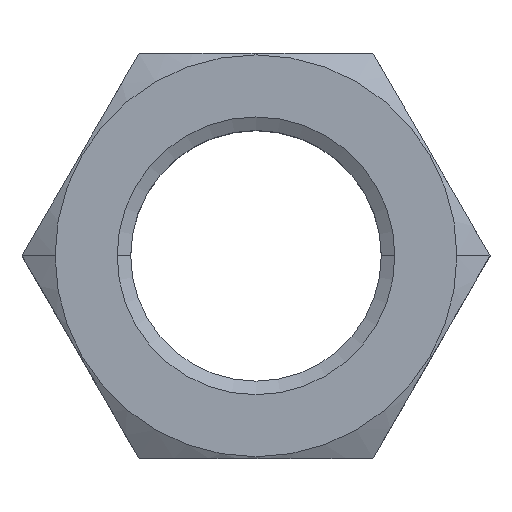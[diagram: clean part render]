
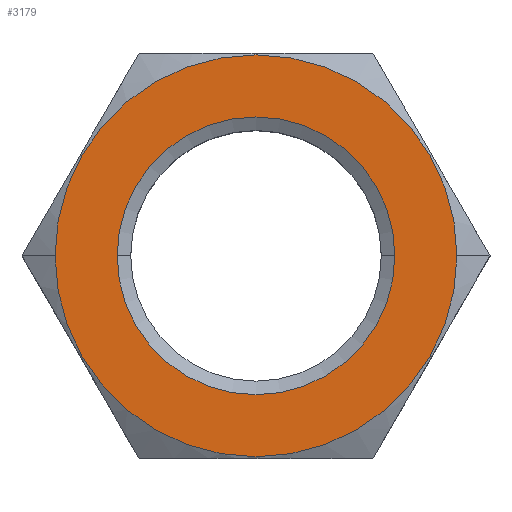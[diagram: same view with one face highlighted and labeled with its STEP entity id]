
A CAD part, top view. The second image highlights one B-rep face of the part: STEP entity #3179.
In plain terms, the highlighted planar face has unit normal (0, 0, 1).
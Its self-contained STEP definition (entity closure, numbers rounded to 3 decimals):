
#47 = CIRCLE ( 'NONE', #1694, 44.625 ) ;
#161 = DIRECTION ( 'NONE',  ( 1., 0., 0. ) ) ;
#166 = FACE_BOUND ( 'NONE', #1805, .T. ) ;
#227 = CIRCLE ( 'NONE', #1360, 44.625 ) ;
#235 = CARTESIAN_POINT ( 'NONE',  ( -44.625, 0., 0. ) ) ;
#351 = FACE_OUTER_BOUND ( 'NONE', #2522, .T. ) ;
#365 = DIRECTION ( 'NONE',  ( 1., 0., 0. ) ) ;
#430 = ORIENTED_EDGE ( 'NONE', *, *, #594, .F. ) ;
#594 = EDGE_CURVE ( 'NONE', #1159, #943, #227, .T. ) ;
#635 = DIRECTION ( 'NONE',  ( -1., 0., 0. ) ) ;
#642 = DIRECTION ( 'NONE',  ( 0., 0., -1. ) ) ;
#667 = DIRECTION ( 'NONE',  ( 0., 0., -1. ) ) ;
#677 = CARTESIAN_POINT ( 'NONE',  ( 0., 0., 0. ) ) ;
#802 = CARTESIAN_POINT ( 'NONE',  ( 44.625, 0., 0. ) ) ;
#816 = DIRECTION ( 'NONE',  ( -1., 0., 0. ) ) ;
#859 = DIRECTION ( 'NONE',  ( 0., 0., 1. ) ) ;
#943 = VERTEX_POINT ( 'NONE', #235 ) ;
#999 = AXIS2_PLACEMENT_3D ( 'NONE', #3040, #859, #365 ) ;
#1159 = VERTEX_POINT ( 'NONE', #802 ) ;
#1197 = VERTEX_POINT ( 'NONE', #2390 ) ;
#1204 = DIRECTION ( 'NONE',  ( 0., 0., -1. ) ) ;
#1209 = AXIS2_PLACEMENT_3D ( 'NONE', #2541, #642, #161 ) ;
#1249 = EDGE_CURVE ( 'NONE', #943, #1159, #47, .T. ) ;
#1307 = EDGE_CURVE ( 'NONE', #2350, #1197, #1563, .T. ) ;
#1360 = AXIS2_PLACEMENT_3D ( 'NONE', #677, #667, #635 ) ;
#1435 = DIRECTION ( 'NONE',  ( 1., 0., 0. ) ) ;
#1563 = CIRCLE ( 'NONE', #2719, 30.835 ) ;
#1694 = AXIS2_PLACEMENT_3D ( 'NONE', #2481, #1204, #816 ) ;
#1805 = EDGE_LOOP ( 'NONE', ( #2891, #2569 ) ) ;
#1970 = CARTESIAN_POINT ( 'NONE',  ( -30.835, 0., 0. ) ) ;
#2350 = VERTEX_POINT ( 'NONE', #1970 ) ;
#2390 = CARTESIAN_POINT ( 'NONE',  ( 30.835, 0., 0. ) ) ;
#2481 = CARTESIAN_POINT ( 'NONE',  ( 0., 0., 0. ) ) ;
#2522 = EDGE_LOOP ( 'NONE', ( #2969, #430 ) ) ;
#2541 = CARTESIAN_POINT ( 'NONE',  ( 0., 0., 0. ) ) ;
#2546 = CIRCLE ( 'NONE', #1209, 30.835 ) ;
#2569 = ORIENTED_EDGE ( 'NONE', *, *, #1307, .T. ) ;
#2601 = DIRECTION ( 'NONE',  ( 0., 0., -1. ) ) ;
#2658 = EDGE_CURVE ( 'NONE', #1197, #2350, #2546, .T. ) ;
#2719 = AXIS2_PLACEMENT_3D ( 'NONE', #2810, #2601, #1435 ) ;
#2774 = PLANE ( 'NONE',  #999 ) ;
#2810 = CARTESIAN_POINT ( 'NONE',  ( 0., 0., 0. ) ) ;
#2891 = ORIENTED_EDGE ( 'NONE', *, *, #2658, .T. ) ;
#2969 = ORIENTED_EDGE ( 'NONE', *, *, #1249, .F. ) ;
#3040 = CARTESIAN_POINT ( 'NONE',  ( 25.981, -45., 0. ) ) ;
#3179 = ADVANCED_FACE ( 'NONE', ( #166, #351 ), #2774, .T. ) ;
